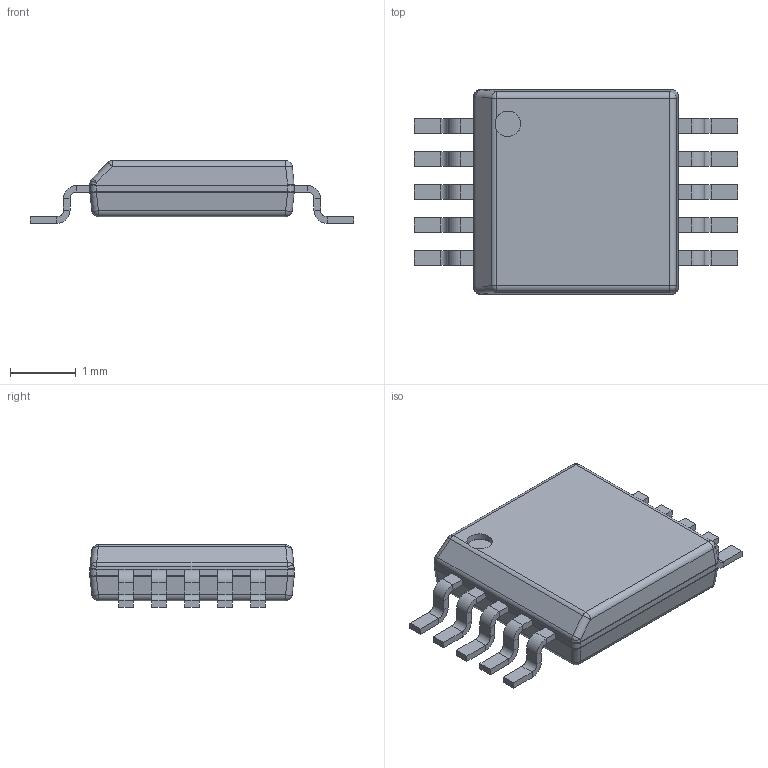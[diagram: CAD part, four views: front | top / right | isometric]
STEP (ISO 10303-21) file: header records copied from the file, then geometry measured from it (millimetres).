
FILE_DESCRIPTION(('Open CASCADE Model'),'2;1');
FILE_NAME('Open CASCADE Shape Model','2017-07-01T18:17:52',('Author'),( 'Open CASCADE'),'Open CASCADE STEP processor 6.8','Open CASCADE 6.8' ,'Unknown');
FILE_SCHEMA(('AUTOMOTIVE_DESIGN { 1 0 10303 214 1 1 1 1 }'));
Length unit declared in the file: millimetre
Products named in the file (7): PCB; Designator1; -1769331896; Open_CASCADE_STEP_translator_6.8_24.1; Body; Open_CASCADE_STEP_translator_6.8_24.2.1; Leader
Assembly tree (14 placements, depth 4):
  PCB
  Designator1
    -1769331896
      Open_CASCADE_STEP_translator_6.8_24.1
      Body
        Open_CASCADE_STEP_translator_6.8_24.2.1
      Leader  x10
Bounding box: 4.9 x 3.1 x 0.95 mm (x, y, z)
Volume: 8.1 mm3; surface area: 36 mm2
Topology: 11 solids, 12 shells, 287 faces, 582 edges, 308 vertices
Faces by surface type: plane 197, cylinder 72, sphere 10, bspline 8
Full cylindrical faces by diameter (mm): 0.388 x1
Entity records: 5824 total; most frequent: CARTESIAN_POINT 2224, DIRECTION 598, ORIENTED_EDGE 351, PCURVE 351, DEFINITIONAL_REPRESENTATION 351, LINE 315, VECTOR 315, EDGE_CURVE 176
